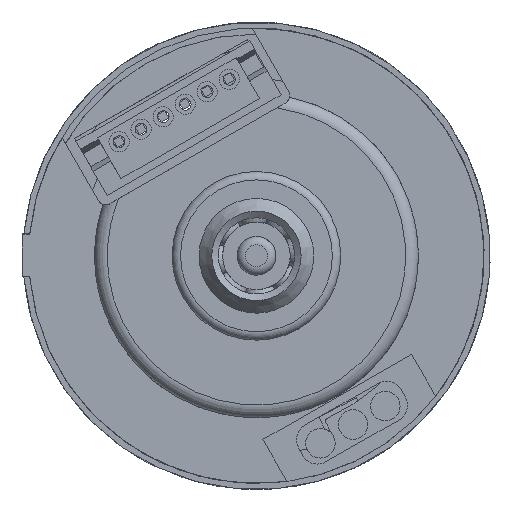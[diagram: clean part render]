
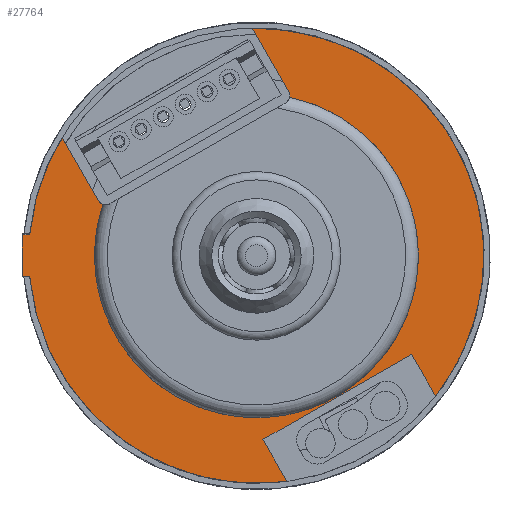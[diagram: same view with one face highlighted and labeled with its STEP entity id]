
A CAD part, left-side view. The second image highlights one B-rep face of the part: STEP entity #27764.
In plain terms, the highlighted planar face has unit normal (-1, 0, 0).
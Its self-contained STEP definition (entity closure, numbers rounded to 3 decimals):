
#3201=LINE('',#58482,#4783);
#3202=LINE('',#58485,#4784);
#3203=LINE('',#58489,#4785);
#3204=LINE('',#58492,#4786);
#3205=LINE('',#58496,#4787);
#3206=LINE('',#58500,#4788);
#3207=LINE('',#58504,#4789);
#4783=VECTOR('',#36586,1000.);
#4784=VECTOR('',#36587,1000.);
#4785=VECTOR('',#36590,1000.);
#4786=VECTOR('',#36593,1000.);
#4787=VECTOR('',#36596,1000.);
#4788=VECTOR('',#36599,1000.);
#4789=VECTOR('',#36602,1000.);
#5916=PLANE('',#30249);
#13506=ORIENTED_EDGE('',*,*,#17461,.T.);
#13507=ORIENTED_EDGE('',*,*,#17462,.T.);
#13508=ORIENTED_EDGE('',*,*,#17463,.F.);
#13509=ORIENTED_EDGE('',*,*,#17464,.F.);
#13510=ORIENTED_EDGE('',*,*,#17465,.F.);
#13511=ORIENTED_EDGE('',*,*,#17454,.T.);
#13512=ORIENTED_EDGE('',*,*,#17448,.F.);
#13513=ORIENTED_EDGE('',*,*,#17466,.F.);
#13514=ORIENTED_EDGE('',*,*,#17467,.F.);
#13515=ORIENTED_EDGE('',*,*,#17468,.F.);
#13516=ORIENTED_EDGE('',*,*,#17469,.F.);
#13517=ORIENTED_EDGE('',*,*,#17470,.F.);
#13518=ORIENTED_EDGE('',*,*,#17471,.F.);
#13519=ORIENTED_EDGE('',*,*,#17472,.T.);
#17448=EDGE_CURVE('',#19932,#19933,#21026,.F.);
#17454=EDGE_CURVE('',#19937,#19933,#21027,.F.);
#17461=EDGE_CURVE('',#19942,#19943,#3201,.T.);
#17462=EDGE_CURVE('',#19943,#19944,#3202,.T.);
#17463=EDGE_CURVE('',#19945,#19944,#21030,.F.);
#17464=EDGE_CURVE('',#19946,#19945,#3203,.T.);
#17465=EDGE_CURVE('',#19937,#19946,#21031,.F.);
#17466=EDGE_CURVE('',#19947,#19932,#3204,.T.);
#17467=EDGE_CURVE('',#19948,#19947,#21032,.F.);
#17468=EDGE_CURVE('',#19949,#19948,#3205,.T.);
#17469=EDGE_CURVE('',#19950,#19949,#21033,.F.);
#17470=EDGE_CURVE('',#19951,#19950,#3206,.T.);
#17471=EDGE_CURVE('',#19952,#19951,#21034,.F.);
#17472=EDGE_CURVE('',#19952,#19942,#3207,.T.);
#19932=VERTEX_POINT('',#58439);
#19933=VERTEX_POINT('',#58440);
#19937=VERTEX_POINT('',#58459);
#19942=VERTEX_POINT('',#58483);
#19943=VERTEX_POINT('',#58484);
#19944=VERTEX_POINT('',#58486);
#19945=VERTEX_POINT('',#58488);
#19946=VERTEX_POINT('',#58490);
#19947=VERTEX_POINT('',#58493);
#19948=VERTEX_POINT('',#58495);
#19949=VERTEX_POINT('',#58497);
#19950=VERTEX_POINT('',#58499);
#19951=VERTEX_POINT('',#58501);
#19952=VERTEX_POINT('',#58503);
#21026=CIRCLE('',#30243,0.5);
#21027=CIRCLE('',#30245,9.6);
#21030=CIRCLE('',#30250,13.5);
#21031=CIRCLE('',#30251,0.5);
#21032=CIRCLE('',#30252,13.5);
#21033=CIRCLE('',#30253,13.9);
#21034=CIRCLE('',#30254,13.5);
#22683=EDGE_LOOP('',(#13506,#13507,#13508,#13509,#13510,#13511,#13512,#13513,
#13514,#13515,#13516,#13517,#13518,#13519));
#24369=FACE_BOUND('',#22683,.T.);
#27764=ADVANCED_FACE('',(#24369),#5916,.F.);
#30243=AXIS2_PLACEMENT_3D('',#58438,#36568,#36569);
#30245=AXIS2_PLACEMENT_3D('',#58458,#36575,#36576);
#30249=AXIS2_PLACEMENT_3D('',#58481,#36584,#36585);
#30250=AXIS2_PLACEMENT_3D('',#58487,#36588,#36589);
#30251=AXIS2_PLACEMENT_3D('',#58491,#36591,#36592);
#30252=AXIS2_PLACEMENT_3D('',#58494,#36594,#36595);
#30253=AXIS2_PLACEMENT_3D('',#58498,#36597,#36598);
#30254=AXIS2_PLACEMENT_3D('',#58502,#36600,#36601);
#36568=DIRECTION('',(1.,0.,0.));
#36569=DIRECTION('',(0.,0.,-1.));
#36575=DIRECTION('',(-1.,0.,0.));
#36576=DIRECTION('',(0.,0.,1.));
#36584=DIRECTION('',(1.,0.,0.));
#36585=DIRECTION('',(0.,0.,-1.));
#36586=DIRECTION('',(0.,-0.866,0.5));
#36587=DIRECTION('',(0.,-0.5,-0.866));
#36588=DIRECTION('',(-1.,0.,0.));
#36589=DIRECTION('',(0.,0.,1.));
#36590=DIRECTION('',(0.,0.5,0.866));
#36591=DIRECTION('',(1.,0.,0.));
#36592=DIRECTION('',(0.,0.,-1.));
#36593=DIRECTION('',(0.,-0.5,-0.866));
#36594=DIRECTION('',(-1.,0.,0.));
#36595=DIRECTION('',(0.,0.,1.));
#36596=DIRECTION('',(0.,-1.,0.));
#36597=DIRECTION('',(-1.,0.,0.));
#36598=DIRECTION('',(0.,0.,1.));
#36599=DIRECTION('',(0.,1.,0.));
#36600=DIRECTION('',(-1.,0.,0.));
#36601=DIRECTION('',(0.,0.,1.));
#36602=DIRECTION('',(0.,0.5,0.866));
#58438=CARTESIAN_POINT('',(3.25,8.946,3.495));
#58439=CARTESIAN_POINT('',(3.25,9.379,3.245));
#58440=CARTESIAN_POINT('',(3.25,9.112,3.023));
#58458=CARTESIAN_POINT('',(3.25,0.,0.));
#58459=CARTESIAN_POINT('',(3.25,-1.937,9.402));
#58481=CARTESIAN_POINT('',(3.25,-13.664,13.662));
#58482=CARTESIAN_POINT('',(3.25,-0.422,-10.89));
#58483=CARTESIAN_POINT('',(3.25,-0.422,-10.89));
#58484=CARTESIAN_POINT('',(3.25,-9.22,-5.81));
#58485=CARTESIAN_POINT('',(3.25,-10.653,-8.293));
#58486=CARTESIAN_POINT('',(3.25,-10.653,-8.293));
#58487=CARTESIAN_POINT('',(3.25,0.,0.));
#58488=CARTESIAN_POINT('',(3.25,0.287,13.497));
#58489=CARTESIAN_POINT('',(3.25,0.287,13.497));
#58490=CARTESIAN_POINT('',(3.25,-1.879,9.745));
#58491=CARTESIAN_POINT('',(3.25,-1.446,9.495));
#58492=CARTESIAN_POINT('',(3.25,9.379,3.245));
#58493=CARTESIAN_POINT('',(3.25,11.545,6.997));
#58494=CARTESIAN_POINT('',(3.25,0.,0.));
#58495=CARTESIAN_POINT('',(3.25,13.442,1.25));
#58496=CARTESIAN_POINT('',(3.25,13.442,1.25));
#58497=CARTESIAN_POINT('',(3.25,13.844,1.25));
#58498=CARTESIAN_POINT('',(3.25,0.,0.));
#58499=CARTESIAN_POINT('',(3.25,13.844,-1.25));
#58500=CARTESIAN_POINT('',(3.25,-13.664,-1.25));
#58501=CARTESIAN_POINT('',(3.25,13.442,-1.25));
#58502=CARTESIAN_POINT('',(3.25,0.,0.));
#58503=CARTESIAN_POINT('',(3.25,-1.855,-13.372));
#58504=CARTESIAN_POINT('',(3.25,-1.855,-13.372));
